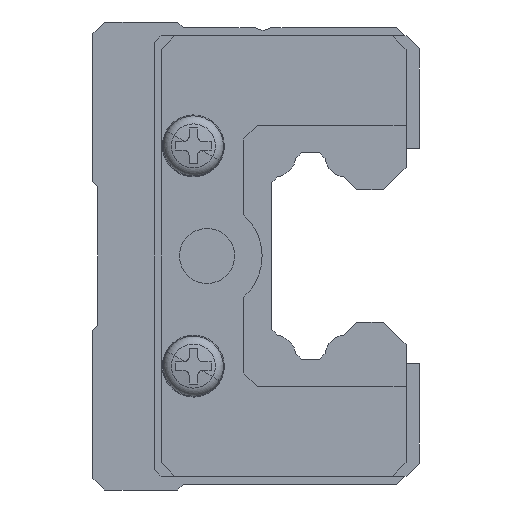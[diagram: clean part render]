
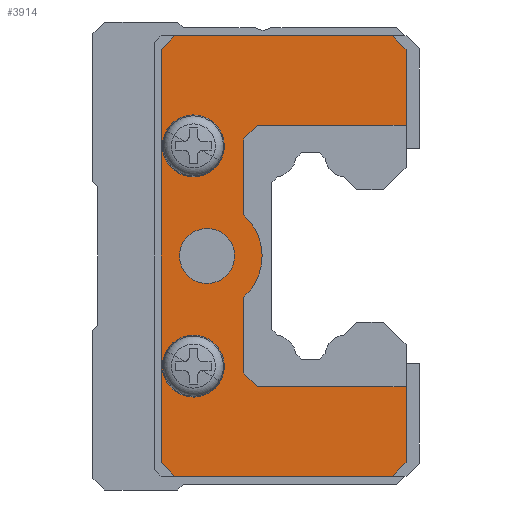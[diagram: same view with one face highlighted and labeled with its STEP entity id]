
A CAD part, left-side view. The second image highlights one B-rep face of the part: STEP entity #3914.
In plain terms, the highlighted planar face has unit normal (-1, 0, 0).
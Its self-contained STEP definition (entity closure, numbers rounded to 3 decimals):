
#116=CARTESIAN_POINT('Vertex',(-26.3,0.542,9.5)) ;
#119=CARTESIAN_POINT('Line Origine',(-26.3,5.942,9.5)) ;
#123=CARTESIAN_POINT('Vertex',(-26.3,11.342,9.5)) ;
#156=CARTESIAN_POINT('Vertex',(-26.3,11.342,-9.5)) ;
#159=CARTESIAN_POINT('Line Origine',(-26.3,5.942,-9.5)) ;
#163=CARTESIAN_POINT('Vertex',(-26.3,0.542,-9.5)) ;
#190=CARTESIAN_POINT('Line Origine',(-26.3,11.842,9.)) ;
#194=CARTESIAN_POINT('Vertex',(-26.3,12.342,8.5)) ;
#225=CARTESIAN_POINT('Vertex',(-26.3,12.342,-8.5)) ;
#228=CARTESIAN_POINT('Line Origine',(-26.3,11.842,-9.)) ;
#491=CARTESIAN_POINT('Vertex',(-26.3,1.542,-16.)) ;
#505=CARTESIAN_POINT('Vertex',(-26.3,0.542,-15.)) ;
#508=CARTESIAN_POINT('Line Origine',(-26.3,1.042,-15.5)) ;
#609=CARTESIAN_POINT('Vertex',(-26.3,0.542,15.)) ;
#616=CARTESIAN_POINT('Vertex',(-26.3,1.542,16.)) ;
#619=CARTESIAN_POINT('Line Origine',(-26.3,1.042,15.5)) ;
#1199=CARTESIAN_POINT('Line Origine',(-26.3,9.442,-16.)) ;
#1203=CARTESIAN_POINT('Vertex',(-26.3,17.342,-16.)) ;
#1266=CARTESIAN_POINT('Line Origine',(-26.3,9.442,16.)) ;
#1270=CARTESIAN_POINT('Vertex',(-26.3,17.342,16.)) ;
#1339=CARTESIAN_POINT('Vertex',(-26.3,18.342,-15.)) ;
#1347=CARTESIAN_POINT('Line Origine',(-26.3,17.842,-15.5)) ;
#1370=CARTESIAN_POINT('Vertex',(-26.3,18.342,15.)) ;
#1378=CARTESIAN_POINT('Line Origine',(-26.3,18.342,0.)) ;
#1400=CARTESIAN_POINT('Line Origine',(-26.3,17.842,15.5)) ;
#3094=CARTESIAN_POINT('Line Origine',(-26.3,0.542,-12.25)) ;
#3128=CARTESIAN_POINT('Line Origine',(-26.3,0.542,12.25)) ;
#3745=CARTESIAN_POINT('Line Origine',(-26.3,12.342,5.745)) ;
#3749=CARTESIAN_POINT('Vertex',(-26.3,12.342,2.989)) ;
#3764=CARTESIAN_POINT('Line Origine',(-26.3,12.342,-5.745)) ;
#3768=CARTESIAN_POINT('Vertex',(-26.3,12.342,-2.989)) ;
#3788=CARTESIAN_POINT('Axis2P3D Location',(-26.3,15.,0.)) ;
#3792=CARTESIAN_POINT('Vertex',(-26.3,16.755,0.959)) ;
#3794=CARTESIAN_POINT('Vertex',(-26.3,13.245,-0.959)) ;
#3823=CARTESIAN_POINT('Axis2P3D Location',(-26.3,15.,0.)) ;
#3855=CARTESIAN_POINT('Axis2P3D Location',(-26.3,15.,0.)) ;
#3859=CARTESIAN_POINT('Vertex',(-26.3,11.49,-1.918)) ;
#3874=CARTESIAN_POINT('Axis2P3D Location',(-26.3,15.,0.)) ;
#3886=CARTESIAN_POINT('Axis2P3D Location',(-26.3,0.,0.)) ;
#120=DIRECTION('Vector Direction',(0.,-1.,0.)) ;
#160=DIRECTION('Vector Direction',(0.,1.,0.)) ;
#191=DIRECTION('Vector Direction',(0.,-0.707,0.707)) ;
#229=DIRECTION('Vector Direction',(0.,0.707,0.707)) ;
#509=DIRECTION('Vector Direction',(0.,-0.707,0.707)) ;
#620=DIRECTION('Vector Direction',(0.,-0.707,-0.707)) ;
#1200=DIRECTION('Vector Direction',(0.,1.,0.)) ;
#1267=DIRECTION('Vector Direction',(0.,-1.,0.)) ;
#1348=DIRECTION('Vector Direction',(0.,0.707,0.707)) ;
#1379=DIRECTION('Vector Direction',(0.,0.,1.)) ;
#1401=DIRECTION('Vector Direction',(0.,0.707,-0.707)) ;
#3095=DIRECTION('Vector Direction',(0.,0.,-1.)) ;
#3129=DIRECTION('Vector Direction',(0.,0.,-1.)) ;
#3746=DIRECTION('Vector Direction',(0.,0.,1.)) ;
#3765=DIRECTION('Vector Direction',(0.,0.,1.)) ;
#3789=DIRECTION('Axis2P3D Direction',(1.,0.,0.)) ;
#3824=DIRECTION('Axis2P3D Direction',(1.,0.,0.)) ;
#3856=DIRECTION('Axis2P3D Direction',(1.,0.,0.)) ;
#3875=DIRECTION('Axis2P3D Direction',(1.,0.,0.)) ;
#3887=DIRECTION('Axis2P3D Direction',(1.,-0.,0.)) ;
#3888=DIRECTION('Axis2P3D XDirection',(0.,0.,-1.)) ;
#3790=AXIS2_PLACEMENT_3D('Circle Axis2P3D',#3788,#3789,$) ;
#3825=AXIS2_PLACEMENT_3D('Circle Axis2P3D',#3823,#3824,$) ;
#3857=AXIS2_PLACEMENT_3D('Circle Axis2P3D',#3855,#3856,$) ;
#3876=AXIS2_PLACEMENT_3D('Circle Axis2P3D',#3874,#3875,$) ;
#3889=AXIS2_PLACEMENT_3D('Plane Axis2P3D',#3886,#3887,#3888) ;
#3892=ORIENTED_EDGE('',*,*,#3878,.F.) ;
#3893=ORIENTED_EDGE('',*,*,#3861,.F.) ;
#3894=ORIENTED_EDGE('',*,*,#3751,.T.) ;
#3895=ORIENTED_EDGE('',*,*,#196,.T.) ;
#3896=ORIENTED_EDGE('',*,*,#125,.T.) ;
#3897=ORIENTED_EDGE('',*,*,#3132,.F.) ;
#3898=ORIENTED_EDGE('',*,*,#623,.F.) ;
#3899=ORIENTED_EDGE('',*,*,#1272,.F.) ;
#3900=ORIENTED_EDGE('',*,*,#1404,.T.) ;
#3901=ORIENTED_EDGE('',*,*,#1382,.F.) ;
#3902=ORIENTED_EDGE('',*,*,#1351,.F.) ;
#3903=ORIENTED_EDGE('',*,*,#1205,.F.) ;
#3904=ORIENTED_EDGE('',*,*,#512,.T.) ;
#3905=ORIENTED_EDGE('',*,*,#3098,.F.) ;
#3906=ORIENTED_EDGE('',*,*,#165,.T.) ;
#3907=ORIENTED_EDGE('',*,*,#232,.T.) ;
#3908=ORIENTED_EDGE('',*,*,#3770,.T.) ;
#3911=ORIENTED_EDGE('',*,*,#3827,.T.) ;
#3912=ORIENTED_EDGE('',*,*,#3796,.T.) ;
#3913=FACE_BOUND('',#3910,.T.) ;
#121=VECTOR('Line Direction',#120,1.) ;
#161=VECTOR('Line Direction',#160,1.) ;
#192=VECTOR('Line Direction',#191,1.) ;
#230=VECTOR('Line Direction',#229,1.) ;
#510=VECTOR('Line Direction',#509,1.) ;
#621=VECTOR('Line Direction',#620,1.) ;
#1201=VECTOR('Line Direction',#1200,1.) ;
#1268=VECTOR('Line Direction',#1267,1.) ;
#1349=VECTOR('Line Direction',#1348,1.) ;
#1380=VECTOR('Line Direction',#1379,1.) ;
#1402=VECTOR('Line Direction',#1401,1.) ;
#3096=VECTOR('Line Direction',#3095,1.) ;
#3130=VECTOR('Line Direction',#3129,1.) ;
#3747=VECTOR('Line Direction',#3746,1.) ;
#3766=VECTOR('Line Direction',#3765,1.) ;
#3914=ADVANCED_FACE('HSV15RSS Slider',(#3909,#3913),#3890,.F.) ;
#3791=CIRCLE('generated circle',#3790,2.) ;
#3826=CIRCLE('generated circle',#3825,2.) ;
#3858=CIRCLE('generated circle',#3857,4.) ;
#3877=CIRCLE('generated circle',#3876,4.) ;
#125=EDGE_CURVE('',#124,#117,#122,.T.) ;
#165=EDGE_CURVE('',#164,#157,#162,.T.) ;
#196=EDGE_CURVE('',#195,#124,#193,.T.) ;
#232=EDGE_CURVE('',#157,#226,#231,.T.) ;
#512=EDGE_CURVE('',#492,#506,#511,.T.) ;
#623=EDGE_CURVE('',#617,#610,#622,.T.) ;
#1205=EDGE_CURVE('',#492,#1204,#1202,.T.) ;
#1272=EDGE_CURVE('',#1271,#617,#1269,.T.) ;
#1351=EDGE_CURVE('',#1204,#1340,#1350,.T.) ;
#1382=EDGE_CURVE('',#1340,#1371,#1381,.T.) ;
#1404=EDGE_CURVE('',#1271,#1371,#1403,.T.) ;
#3098=EDGE_CURVE('',#164,#506,#3097,.T.) ;
#3132=EDGE_CURVE('',#610,#117,#3131,.T.) ;
#3751=EDGE_CURVE('',#3750,#195,#3748,.T.) ;
#3770=EDGE_CURVE('',#226,#3769,#3767,.T.) ;
#3796=EDGE_CURVE('',#3793,#3795,#3791,.T.) ;
#3827=EDGE_CURVE('',#3795,#3793,#3826,.T.) ;
#3861=EDGE_CURVE('',#3750,#3860,#3858,.T.) ;
#3878=EDGE_CURVE('',#3860,#3769,#3877,.T.) ;
#3891=EDGE_LOOP('',(#3892,#3893,#3894,#3895,#3896,#3897,#3898,#3899,#3900,#3901,#3902,#3903,#3904,#3905,#3906,#3907,#3908)) ;
#3910=EDGE_LOOP('',(#3911,#3912)) ;
#3909=FACE_OUTER_BOUND('',#3891,.T.) ;
#122=LINE('Line',#119,#121) ;
#162=LINE('Line',#159,#161) ;
#193=LINE('Line',#190,#192) ;
#231=LINE('Line',#228,#230) ;
#511=LINE('Line',#508,#510) ;
#622=LINE('Line',#619,#621) ;
#1202=LINE('Line',#1199,#1201) ;
#1269=LINE('Line',#1266,#1268) ;
#1350=LINE('Line',#1347,#1349) ;
#1381=LINE('Line',#1378,#1380) ;
#1403=LINE('Line',#1400,#1402) ;
#3097=LINE('Line',#3094,#3096) ;
#3131=LINE('Line',#3128,#3130) ;
#3748=LINE('Line',#3745,#3747) ;
#3767=LINE('Line',#3764,#3766) ;
#3890=PLANE('',#3889) ;
#117=VERTEX_POINT('',#116) ;
#124=VERTEX_POINT('',#123) ;
#157=VERTEX_POINT('',#156) ;
#164=VERTEX_POINT('',#163) ;
#195=VERTEX_POINT('',#194) ;
#226=VERTEX_POINT('',#225) ;
#492=VERTEX_POINT('',#491) ;
#506=VERTEX_POINT('',#505) ;
#610=VERTEX_POINT('',#609) ;
#617=VERTEX_POINT('',#616) ;
#1204=VERTEX_POINT('',#1203) ;
#1271=VERTEX_POINT('',#1270) ;
#1340=VERTEX_POINT('',#1339) ;
#1371=VERTEX_POINT('',#1370) ;
#3750=VERTEX_POINT('',#3749) ;
#3769=VERTEX_POINT('',#3768) ;
#3793=VERTEX_POINT('',#3792) ;
#3795=VERTEX_POINT('',#3794) ;
#3860=VERTEX_POINT('',#3859) ;
